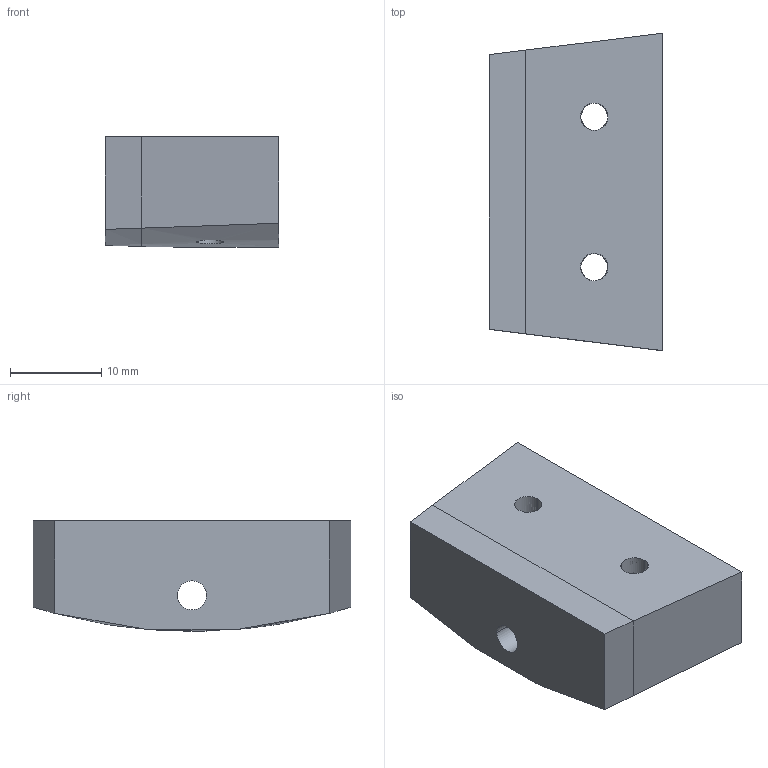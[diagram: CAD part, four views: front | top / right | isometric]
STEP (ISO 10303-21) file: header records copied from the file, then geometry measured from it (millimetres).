
FILE_DESCRIPTION(/* description */ (''),/* implementation_level */ '2;1');
FILE_NAME(/* name */ 'CLAMPP~2',/* time_stamp */ '2017-11-18T16:19:20+01:00',/* author */ (''),/* organization */ (''),/* preprocessor_version */ 'ST-DEVELOPER v15',/* originating_system */ '',/* authorisation */ '');
FILE_SCHEMA (('AUTOMOTIVE_DESIGN'));
Length unit declared in the file: millimetre
Products named in the file (1): Document
Bounding box: 19 x 34.77 x 12.1 mm (x, y, z)
Volume: 6674.7 mm3; surface area: 2716 mm2
Topology: 1 solids, 1 shells, 16 faces, 38 edges, 24 vertices
Faces by surface type: bspline 13, plane 3
Entity records: 576 total; most frequent: CARTESIAN_POINT 324, ORIENTED_EDGE 76, EDGE_CURVE 38, VERTEX_POINT 24, EDGE_LOOP 22, ADVANCED_FACE 16, FACE_OUTER_BOUND 16, B_SPLINE_CURVE_WITH_KNOTS 10
